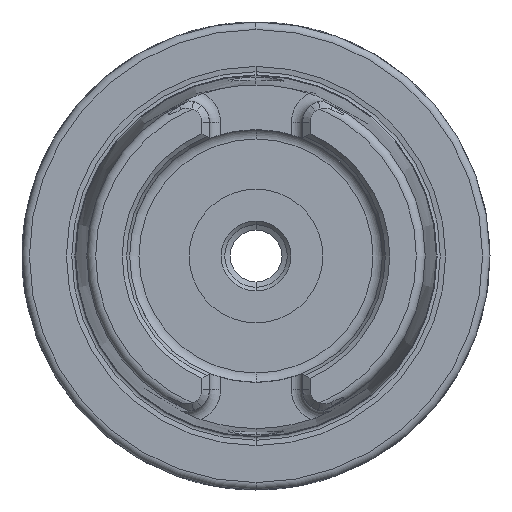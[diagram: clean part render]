
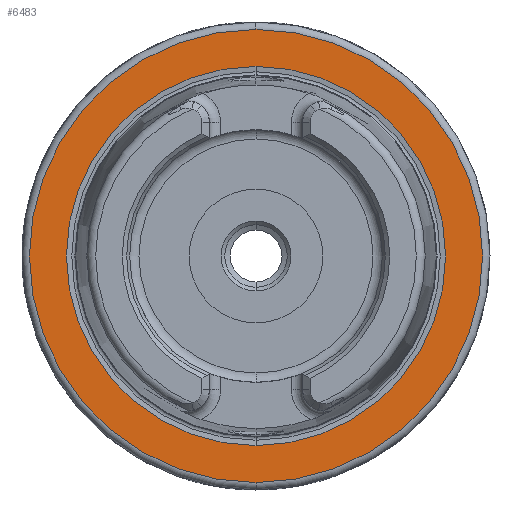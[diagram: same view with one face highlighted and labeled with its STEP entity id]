
A CAD part, left-side view. The second image highlights one B-rep face of the part: STEP entity #6483.
In plain terms, the highlighted planar face has unit normal (-1, 0, 0).
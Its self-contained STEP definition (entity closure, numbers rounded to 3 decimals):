
#684 = FACE_BOUND ( 'NONE', #6251, .T. ) ;
#709 = FACE_OUTER_BOUND ( 'NONE', #2593, .T. ) ;
#959 = DIRECTION ( 'NONE',  ( 0., 0., -1. ) ) ;
#961 = DIRECTION ( 'NONE',  ( -1., 0., 0. ) ) ;
#974 = CARTESIAN_POINT ( 'NONE',  ( -31.5, 0., 0. ) ) ;
#1033 = EDGE_CURVE ( 'NONE', #6969, #7978, #5713, .T. ) ;
#2276 = CIRCLE ( 'NONE', #9144, 25.521 ) ;
#2593 = EDGE_LOOP ( 'NONE', ( #4380, #7057 ) ) ;
#3207 = DIRECTION ( 'NONE',  ( 1., 0., 0. ) ) ;
#3216 = CARTESIAN_POINT ( 'NONE',  ( -31.5, 31.5, 0. ) ) ;
#3299 = CIRCLE ( 'NONE', #6979, 25.521 ) ;
#3313 = PLANE ( 'NONE',  #8632 ) ;
#3353 = DIRECTION ( 'NONE',  ( 0., 0., -1. ) ) ;
#3394 = CARTESIAN_POINT ( 'NONE',  ( -31.5, 0., 25.521 ) ) ;
#3862 = EDGE_CURVE ( 'NONE', #3940, #9161, #3299, .T. ) ;
#3940 = VERTEX_POINT ( 'NONE', #6140 ) ;
#4380 = ORIENTED_EDGE ( 'NONE', *, *, #6827, .T. ) ;
#4382 = DIRECTION ( 'NONE',  ( 0., 0., -1. ) ) ;
#4402 = DIRECTION ( 'NONE',  ( -1., 0., 0. ) ) ;
#4409 = CARTESIAN_POINT ( 'NONE',  ( -31.5, 0., 0. ) ) ;
#4493 = ORIENTED_EDGE ( 'NONE', *, *, #5219, .T. ) ;
#5219 = EDGE_CURVE ( 'NONE', #9161, #3940, #2276, .T. ) ;
#5559 = AXIS2_PLACEMENT_3D ( 'NONE', #4409, #4402, #4382 ) ;
#5713 = CIRCLE ( 'NONE', #8255, 30.5 ) ;
#6065 = CARTESIAN_POINT ( 'NONE',  ( -31.5, 0., -30.5 ) ) ;
#6140 = CARTESIAN_POINT ( 'NONE',  ( -31.5, 0., -25.521 ) ) ;
#6251 = EDGE_LOOP ( 'NONE', ( #4493, #7461 ) ) ;
#6483 = ADVANCED_FACE ( 'NONE', ( #709, #684 ), #3313, .F. ) ;
#6617 = DIRECTION ( 'NONE',  ( 0., 0., -1. ) ) ;
#6641 = DIRECTION ( 'NONE',  ( 1., 0., 0. ) ) ;
#6651 = CARTESIAN_POINT ( 'NONE',  ( -31.5, 0., 0. ) ) ;
#6827 = EDGE_CURVE ( 'NONE', #7978, #6969, #8408, .T. ) ;
#6969 = VERTEX_POINT ( 'NONE', #8858 ) ;
#6979 = AXIS2_PLACEMENT_3D ( 'NONE', #7075, #7063, #7052 ) ;
#7052 = DIRECTION ( 'NONE',  ( 0., 0., -1. ) ) ;
#7057 = ORIENTED_EDGE ( 'NONE', *, *, #1033, .T. ) ;
#7063 = DIRECTION ( 'NONE',  ( 1., 0., 0. ) ) ;
#7075 = CARTESIAN_POINT ( 'NONE',  ( -31.5, 0., 0. ) ) ;
#7461 = ORIENTED_EDGE ( 'NONE', *, *, #3862, .T. ) ;
#7978 = VERTEX_POINT ( 'NONE', #6065 ) ;
#8255 = AXIS2_PLACEMENT_3D ( 'NONE', #974, #961, #959 ) ;
#8408 = CIRCLE ( 'NONE', #5559, 30.5 ) ;
#8632 = AXIS2_PLACEMENT_3D ( 'NONE', #3216, #3207, #3353 ) ;
#8858 = CARTESIAN_POINT ( 'NONE',  ( -31.5, 0., 30.5 ) ) ;
#9144 = AXIS2_PLACEMENT_3D ( 'NONE', #6651, #6641, #6617 ) ;
#9161 = VERTEX_POINT ( 'NONE', #3394 ) ;
